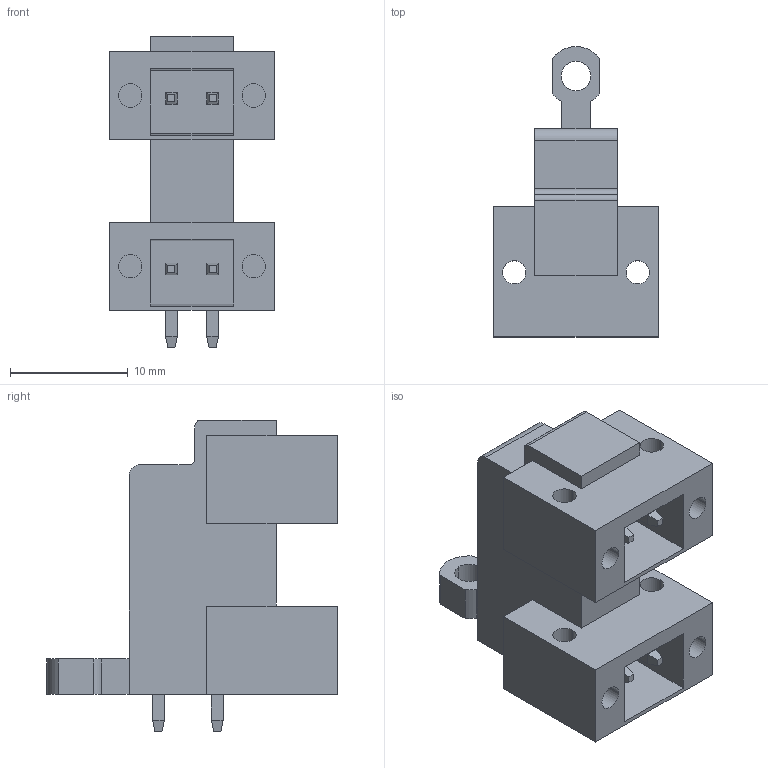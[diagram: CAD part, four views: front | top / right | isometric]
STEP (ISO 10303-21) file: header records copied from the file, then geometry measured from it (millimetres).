
FILE_DESCRIPTION(('CATIA V5 STEP Exchange','CAx-IF Rec.Pracs.--- Model Styling and Organization---1.2---2011-12-15'),'2;1');
FILE_NAME ('D1453963_0_1633810000_1633810000.stp','2018-11-10T05:52:11+00:00',('none'),('Weidmueller'),'CATIA Version 5-6 Release 2014','CATIA V5 STEP AP214','none');
FILE_SCHEMA(('AUTOMOTIVE_DESIGN { 1 0 10303 214 1 1 1 1 }'));
Length unit declared in the file: millimetre
Products named in the file (1): 1633810000
Bounding box: 14 x 24.7 x 26.5 mm (x, y, z)
Volume: 2926.7 mm3; surface area: 3268.9 mm2
Topology: 5 solids, 5 shells, 154 faces, 382 edges, 244 vertices
Faces by surface type: plane 129, cylinder 25
Entity records: 4178 total; most frequent: ORIENTED_EDGE 764, CARTESIAN_POINT 752, DIRECTION 536, EDGE_CURVE 382, VECTOR 300, LINE 300, VERTEX_POINT 244, EDGE_LOOP 178
